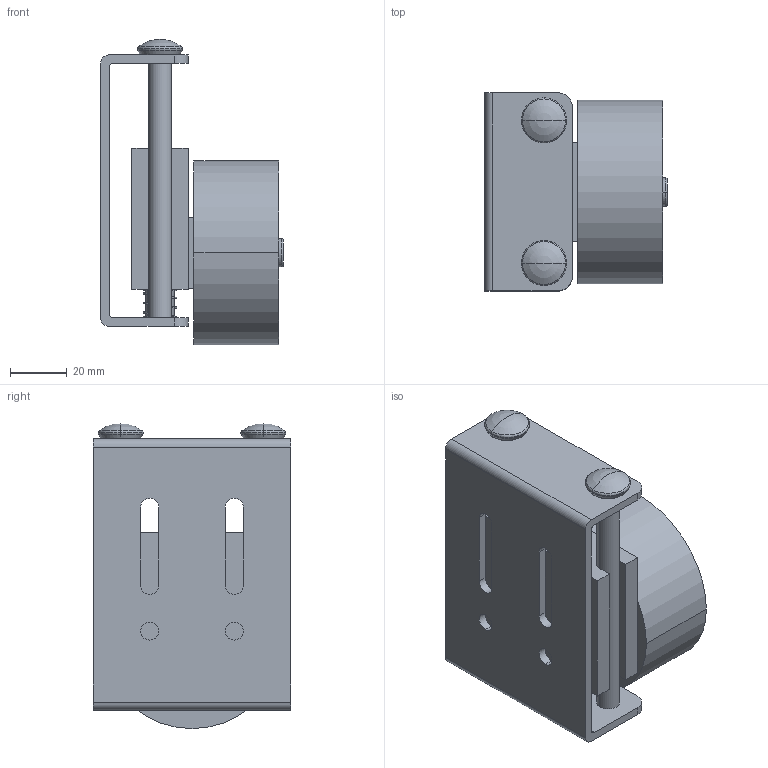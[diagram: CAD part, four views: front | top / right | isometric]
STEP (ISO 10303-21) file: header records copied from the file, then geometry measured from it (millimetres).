
FILE_DESCRIPTION(('STEP AP214'),'1');
FILE_NAME('cctmp_2F19B5C3-4D4A-46E5-A9EE-A86DB36CD785_2023_7_12_10_44_4_989..stp','2023-07-12T08:44:05',('Murtfeldt Kunststoffe GmbH & Co.KG'),('CADClick - www.CADClick.com'),'Spatial InterOp 3D',' ','unknown authorization');
FILE_SCHEMA(('AUTOMOTIVE_DESIGN'));
Length unit declared in the file: millimetre
Products named in the file (1): 1
Bounding box: 64.65 x 70 x 108 mm (x, y, z)
Volume: 172510.2 mm3; surface area: 61831 mm2
Topology: 5 solids, 17 shells, 325 faces, 784 edges, 486 vertices
Faces by surface type: cylinder 132, plane 113, cone 40, torus 36, sphere 4
Entity records: 12186 total; most frequent: DIRECTION 1812, CARTESIAN_POINT 1634, ORIENTED_EDGE 1520, EDGE_CURVE 760, AXIS2_PLACEMENT_3D 724, VERTEX_POINT 486, EDGE_LOOP 388, CIRCLE 384
